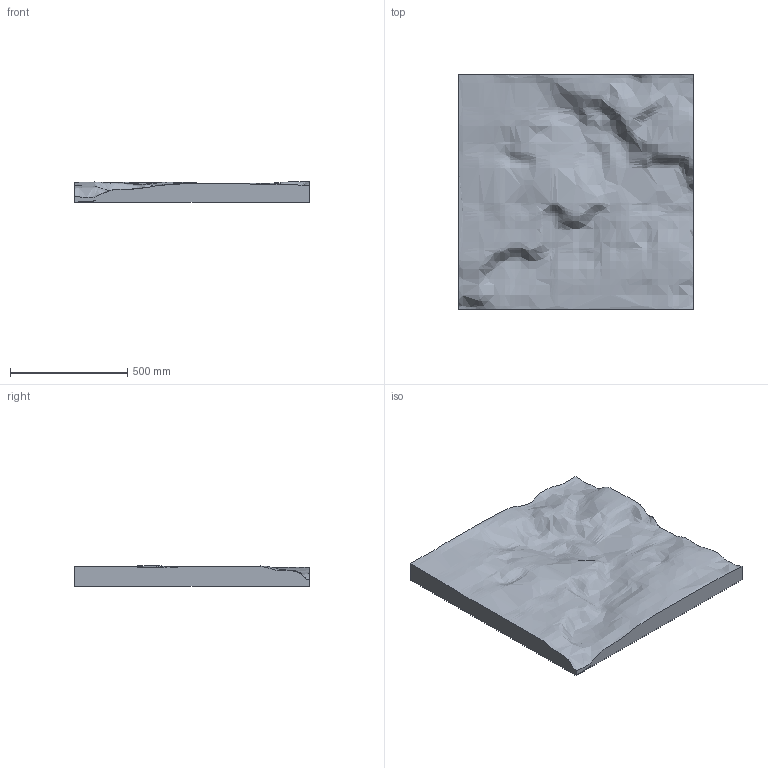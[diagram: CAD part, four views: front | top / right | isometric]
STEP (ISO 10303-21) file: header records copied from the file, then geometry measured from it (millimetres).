
FILE_DESCRIPTION(/* description */ (''),/* implementation_level */ '2;1');
FILE_NAME(/* name */ 'devis',/* time_stamp */ '2021-02-22T16:49:45+01:00',/* author */ (''),/* organization */ (''),/* preprocessor_version */ 'ST-DEVELOPER v15',/* originating_system */ '',/* authorisation */ '');
FILE_SCHEMA (('AUTOMOTIVE_DESIGN'));
Length unit declared in the file: centimetre
Products named in the file (1): Document
Bounding box: 1000 x 1000 x 87.29 mm (x, y, z)
Volume: 61386877 mm3; surface area: 2327843.4 mm2
Topology: 1 solids, 1 shells, 6 faces, 13 edges, 10 vertices
Faces by surface type: bspline 5, plane 1
Entity records: 3685 total; most frequent: CARTESIAN_POINT 3570, ORIENTED_EDGE 24, B_SPLINE_CURVE_WITH_KNOTS 13, EDGE_CURVE 12, VERTEX_POINT 8, DIRECTION 7, ADVANCED_FACE 6, FACE_OUTER_BOUND 6
